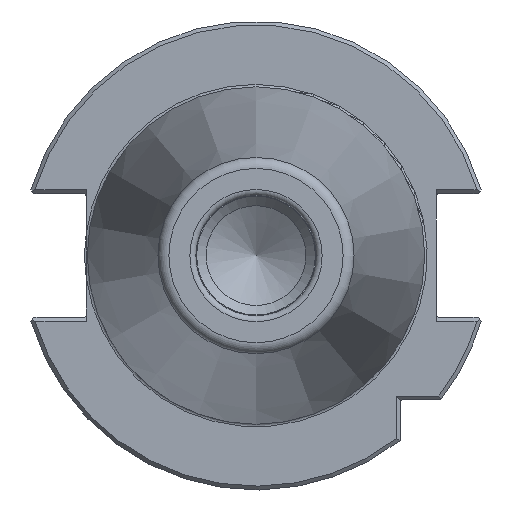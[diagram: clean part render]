
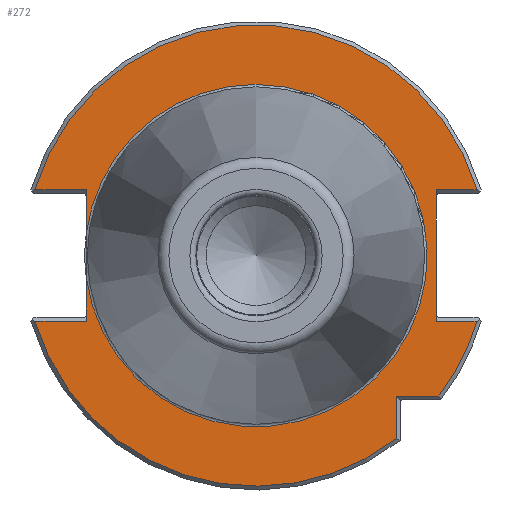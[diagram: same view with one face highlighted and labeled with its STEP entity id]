
A CAD part, left-side view. The second image highlights one B-rep face of the part: STEP entity #272.
In plain terms, the highlighted planar face has unit normal (-1, 0, 0).
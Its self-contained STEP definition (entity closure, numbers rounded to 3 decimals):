
#272 = ADVANCED_FACE( '', ( #567 ), #568, .T. );
#567 = FACE_OUTER_BOUND( '', #866, .T. );
#568 = PLANE( '', #867 );
#866 = EDGE_LOOP( '', ( #1607, #1608, #1609, #1610, #1611, #1612, #1613, #1614, #1615, #1616, #1617, #1618, #1619 ) );
#867 = AXIS2_PLACEMENT_3D( '', #1620, #1621, #1622 );
#1607 = ORIENTED_EDGE( '', *, *, #1931, .T. );
#1608 = ORIENTED_EDGE( '', *, *, #1844, .T. );
#1609 = ORIENTED_EDGE( '', *, *, #1891, .F. );
#1610 = ORIENTED_EDGE( '', *, *, #1953, .T. );
#1611 = ORIENTED_EDGE( '', *, *, #1847, .T. );
#1612 = ORIENTED_EDGE( '', *, *, #1924, .T. );
#1613 = ORIENTED_EDGE( '', *, *, #1834, .F. );
#1614 = ORIENTED_EDGE( '', *, *, #1944, .F. );
#1615 = ORIENTED_EDGE( '', *, *, #1832, .F. );
#1616 = ORIENTED_EDGE( '', *, *, #1730, .T. );
#1617 = ORIENTED_EDGE( '', *, *, #1997, .T. );
#1618 = ORIENTED_EDGE( '', *, *, #1991, .T. );
#1619 = ORIENTED_EDGE( '', *, *, #1979, .T. );
#1620 = CARTESIAN_POINT( '', ( 3.2, 0., 35.591 ) );
#1621 = DIRECTION( '', ( -1., 0., 0. ) );
#1622 = DIRECTION( '', ( 0., 0., 1. ) );
#1730 = EDGE_CURVE( '', #2065, #2062, #2066, .T. );
#1832 = EDGE_CURVE( '', #2065, #2234, #2235, .T. );
#1834 = EDGE_CURVE( '', #2236, #2222, #2238, .T. );
#1844 = EDGE_CURVE( '', #2246, #2254, #2256, .T. );
#1847 = EDGE_CURVE( '', #2261, #2259, #2262, .T. );
#1891 = EDGE_CURVE( '', #2325, #2254, #2327, .T. );
#1924 = EDGE_CURVE( '', #2259, #2222, #2369, .T. );
#1931 = EDGE_CURVE( '', #2375, #2246, #2378, .T. );
#1944 = EDGE_CURVE( '', #2234, #2236, #2392, .T. );
#1953 = EDGE_CURVE( '', #2325, #2261, #2403, .T. );
#1979 = EDGE_CURVE( '', #2435, #2375, #2436, .T. );
#1991 = EDGE_CURVE( '', #2446, #2435, #2448, .T. );
#1997 = EDGE_CURVE( '', #2062, #2446, #2455, .T. );
#2062 = VERTEX_POINT( '', #2560 );
#2065 = VERTEX_POINT( '', #2566 );
#2066 = LINE( '', #2567, #2568 );
#2222 = VERTEX_POINT( '', #2809 );
#2234 = VERTEX_POINT( '', #2827 );
#2235 = LINE( '', #2828, #2829 );
#2236 = VERTEX_POINT( '', #2830 );
#2238 = LINE( '', #2833, #2834 );
#2246 = VERTEX_POINT( '', #2842 );
#2254 = VERTEX_POINT( '', #2855 );
#2256 = LINE( '', #2858, #2859 );
#2259 = VERTEX_POINT( '', #2862 );
#2261 = VERTEX_POINT( '', #2867 );
#2262 = CIRCLE( '', #2868, 47.95 );
#2325 = VERTEX_POINT( '', #2984 );
#2327 = LINE( '', #2987, #2988 );
#2369 = LINE( '', #3049, #3050 );
#2375 = VERTEX_POINT( '', #3060 );
#2378 = CIRCLE( '', #3069, 47.95 );
#2392 = CIRCLE( '', #3093, 35.591 );
#2403 = LINE( '', #3112, #3113 );
#2435 = VERTEX_POINT( '', #3168 );
#2436 = LINE( '', #3169, #3170 );
#2446 = VERTEX_POINT( '', #3184 );
#2448 = LINE( '', #3189, #3190 );
#2455 = CIRCLE( '', #3197, 47.95 );
#2560 = CARTESIAN_POINT( '', ( 3.2, 45.966, -13.65 ) );
#2566 = CARTESIAN_POINT( '', ( 3.2, 35.3, -13.65 ) );
#2567 = CARTESIAN_POINT( '', ( 3.2, 47.181, -13.65 ) );
#2568 = VECTOR( '', #3239, 1000. );
#2809 = CARTESIAN_POINT( '', ( 3.2, 35.3, 13.65 ) );
#2827 = CARTESIAN_POINT( '', ( 3.2, 35.3, -4.543 ) );
#2828 = CARTESIAN_POINT( '', ( 3.2, 35.3, -12.85 ) );
#2829 = VECTOR( '', #3357, 1000. );
#2830 = CARTESIAN_POINT( '', ( 3.2, 35.3, 4.543 ) );
#2833 = CARTESIAN_POINT( '', ( 3.2, 35.3, -12.85 ) );
#2834 = VECTOR( '', #3359, 1000. );
#2842 = CARTESIAN_POINT( '', ( 3.2, -45.966, -13.65 ) );
#2855 = CARTESIAN_POINT( '', ( 3.2, -37.5, -13.65 ) );
#2858 = CARTESIAN_POINT( '', ( 3.2, -37.5, -13.65 ) );
#2859 = VECTOR( '', #3372, 1000. );
#2862 = CARTESIAN_POINT( '', ( 3.2, 45.966, 13.65 ) );
#2867 = CARTESIAN_POINT( '', ( 3.2, -45.966, 13.65 ) );
#2868 = AXIS2_PLACEMENT_3D( '', #3373, #3374, #3375 );
#2984 = CARTESIAN_POINT( '', ( 3.2, -37.5, 13.65 ) );
#2987 = CARTESIAN_POINT( '', ( 3.2, -37.5, 12.85 ) );
#2988 = VECTOR( '', #3412, 1000. );
#3049 = CARTESIAN_POINT( '', ( 3.2, 35.3, 13.65 ) );
#3050 = VECTOR( '', #3447, 1000. );
#3060 = CARTESIAN_POINT( '', ( 3.2, -38.034, -29.2 ) );
#3069 = AXIS2_PLACEMENT_3D( '', #3449, #3450, #3451 );
#3093 = AXIS2_PLACEMENT_3D( '', #3463, #3464, #3465 );
#3112 = CARTESIAN_POINT( '', ( 3.2, -47.181, 13.65 ) );
#3113 = VECTOR( '', #3472, 1000. );
#3168 = CARTESIAN_POINT( '', ( 3.2, -29.2, -29.2 ) );
#3169 = CARTESIAN_POINT( '', ( 3.2, -38.616, -29.2 ) );
#3170 = VECTOR( '', #3498, 1000. );
#3184 = CARTESIAN_POINT( '', ( 3.2, -29.2, -38.034 ) );
#3189 = CARTESIAN_POINT( '', ( 3.2, -29.2, -30. ) );
#3190 = VECTOR( '', #3503, 1000. );
#3197 = AXIS2_PLACEMENT_3D( '', #3507, #3508, #3509 );
#3239 = DIRECTION( '', ( 0., 1., 0. ) );
#3357 = DIRECTION( '', ( 0., 0., 1. ) );
#3359 = DIRECTION( '', ( 0., 0., 1. ) );
#3372 = DIRECTION( '', ( 0., 1., 0. ) );
#3373 = CARTESIAN_POINT( '', ( 3.2, 0., 0. ) );
#3374 = DIRECTION( '', ( -1., 0., 0. ) );
#3375 = DIRECTION( '', ( 0., 0., 1. ) );
#3412 = DIRECTION( '', ( 0., 0., -1. ) );
#3447 = DIRECTION( '', ( 0., -1., 0. ) );
#3449 = CARTESIAN_POINT( '', ( 3.2, 0., 0. ) );
#3450 = DIRECTION( '', ( -1., 0., 0. ) );
#3451 = DIRECTION( '', ( 0., 0., 1. ) );
#3463 = CARTESIAN_POINT( '', ( 3.2, 0., 0. ) );
#3464 = DIRECTION( '', ( -1., 0., 0. ) );
#3465 = DIRECTION( '', ( 0., 0., 1. ) );
#3472 = DIRECTION( '', ( 0., -1., 0. ) );
#3498 = DIRECTION( '', ( 0., -1., 0. ) );
#3503 = DIRECTION( '', ( 0., 0., 1. ) );
#3507 = CARTESIAN_POINT( '', ( 3.2, 0., 0. ) );
#3508 = DIRECTION( '', ( -1., 0., 0. ) );
#3509 = DIRECTION( '', ( 0., 0., 1. ) );
